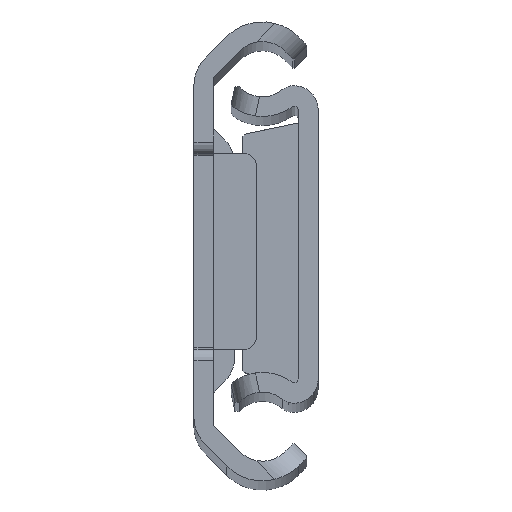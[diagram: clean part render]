
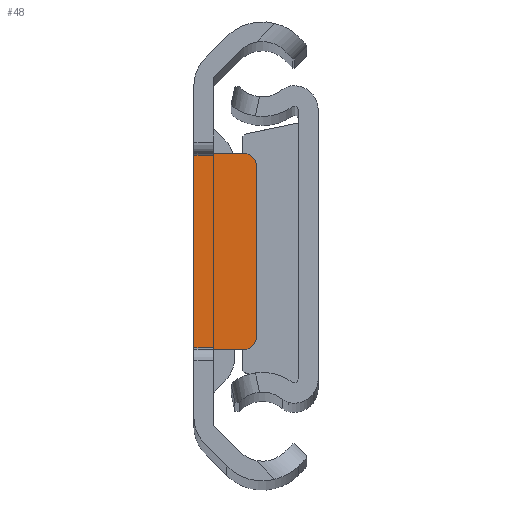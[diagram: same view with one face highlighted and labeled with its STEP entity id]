
A CAD part, top view. The second image highlights one B-rep face of the part: STEP entity #48.
In plain terms, the highlighted planar face has unit normal (0, 0, 1).
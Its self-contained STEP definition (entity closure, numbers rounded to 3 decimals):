
#48 = ADVANCED_FACE ( 'NONE', ( #1382 ), #1813, .F. ) ;
#106 = EDGE_CURVE ( 'NONE', #5364, #1150, #163, .T. ) ;
#110 = DIRECTION ( 'NONE',  ( -1., 0., 0. ) ) ;
#113 = EDGE_CURVE ( 'NONE', #4093, #1048, #4372, .T. ) ;
#149 = VERTEX_POINT ( 'NONE', #1760 ) ;
#163 = LINE ( 'NONE', #941, #3210 ) ;
#306 = CARTESIAN_POINT ( 'NONE',  ( 3.3, -7.5, -2.2 ) ) ;
#470 = CIRCLE ( 'NONE', #723, 1. ) ;
#479 = CARTESIAN_POINT ( 'NONE',  ( 0., -7.5, -2.2 ) ) ;
#501 = CARTESIAN_POINT ( 'NONE',  ( 3.3, 7.5, -2.2 ) ) ;
#569 = EDGE_LOOP ( 'NONE', ( #1097, #1881, #2419, #2513, #3196, #2075, #4115, #4475 ) ) ;
#576 = DIRECTION ( 'NONE',  ( 1., 0., 0. ) ) ;
#687 = CARTESIAN_POINT ( 'NONE',  ( 3.3, 6.5, -2.2 ) ) ;
#723 = AXIS2_PLACEMENT_3D ( 'NONE', #1599, #3582, #2839 ) ;
#747 = AXIS2_PLACEMENT_3D ( 'NONE', #4815, #1431, #2675 ) ;
#830 = CARTESIAN_POINT ( 'NONE',  ( -1.5, 7.5, -2.2 ) ) ;
#838 = CARTESIAN_POINT ( 'NONE',  ( 2.3, 6.5, -2.2 ) ) ;
#911 = VECTOR ( 'NONE', #1304, 1000. ) ;
#941 = CARTESIAN_POINT ( 'NONE',  ( 3.3, -7.5, -2.2 ) ) ;
#1048 = VERTEX_POINT ( 'NONE', #5251 ) ;
#1097 = ORIENTED_EDGE ( 'NONE', *, *, #106, .F. ) ;
#1150 = VERTEX_POINT ( 'NONE', #4973 ) ;
#1278 = LINE ( 'NONE', #5429, #911 ) ;
#1283 = VECTOR ( 'NONE', #576, 1000. ) ;
#1285 = CARTESIAN_POINT ( 'NONE',  ( -1.5, 7.5, -2.2 ) ) ;
#1304 = DIRECTION ( 'NONE',  ( 1., 0., 0. ) ) ;
#1382 = FACE_OUTER_BOUND ( 'NONE', #569, .T. ) ;
#1431 = DIRECTION ( 'NONE',  ( 0., 0., -1. ) ) ;
#1526 = VECTOR ( 'NONE', #4543, 1000. ) ;
#1577 = VERTEX_POINT ( 'NONE', #5432 ) ;
#1599 = CARTESIAN_POINT ( 'NONE',  ( 2.3, -6.5, -2.2 ) ) ;
#1622 = CARTESIAN_POINT ( 'NONE',  ( 2.3, 7.5, -2.2 ) ) ;
#1665 = DIRECTION ( 'NONE',  ( 0., 1., 0. ) ) ;
#1760 = CARTESIAN_POINT ( 'NONE',  ( 2.3, -7.5, -2.2 ) ) ;
#1813 = PLANE ( 'NONE',  #747 ) ;
#1881 = ORIENTED_EDGE ( 'NONE', *, *, #2263, .T. ) ;
#2075 = ORIENTED_EDGE ( 'NONE', *, *, #4140, .T. ) ;
#2263 = EDGE_CURVE ( 'NONE', #5364, #3712, #2553, .T. ) ;
#2388 = EDGE_CURVE ( 'NONE', #1577, #4093, #4691, .T. ) ;
#2419 = ORIENTED_EDGE ( 'NONE', *, *, #3471, .T. ) ;
#2513 = ORIENTED_EDGE ( 'NONE', *, *, #113, .F. ) ;
#2515 = DIRECTION ( 'NONE',  ( 0., 0., 1. ) ) ;
#2553 = CIRCLE ( 'NONE', #3250, 1. ) ;
#2675 = DIRECTION ( 'NONE',  ( 0., 1., 0. ) ) ;
#2839 = DIRECTION ( 'NONE',  ( 0., 1., 0. ) ) ;
#2869 = LINE ( 'NONE', #306, #1526 ) ;
#2916 = VERTEX_POINT ( 'NONE', #479 ) ;
#3196 = ORIENTED_EDGE ( 'NONE', *, *, #2388, .F. ) ;
#3210 = VECTOR ( 'NONE', #4350, 1000. ) ;
#3250 = AXIS2_PLACEMENT_3D ( 'NONE', #838, #2515, #1665 ) ;
#3471 = EDGE_CURVE ( 'NONE', #3712, #1048, #4273, .T. ) ;
#3496 = CARTESIAN_POINT ( 'NONE',  ( -1.5, 7.5, -2.2 ) ) ;
#3582 = DIRECTION ( 'NONE',  ( 0., 0., 1. ) ) ;
#3712 = VERTEX_POINT ( 'NONE', #1622 ) ;
#3890 = DIRECTION ( 'NONE',  ( 0., 1., 0. ) ) ;
#3949 = EDGE_CURVE ( 'NONE', #149, #1150, #470, .T. ) ;
#3972 = EDGE_CURVE ( 'NONE', #149, #2916, #2869, .T. ) ;
#4093 = VERTEX_POINT ( 'NONE', #830 ) ;
#4115 = ORIENTED_EDGE ( 'NONE', *, *, #3972, .F. ) ;
#4140 = EDGE_CURVE ( 'NONE', #1577, #2916, #1278, .T. ) ;
#4273 = LINE ( 'NONE', #501, #5293 ) ;
#4350 = DIRECTION ( 'NONE',  ( 0., -1., 0. ) ) ;
#4372 = LINE ( 'NONE', #3496, #1283 ) ;
#4475 = ORIENTED_EDGE ( 'NONE', *, *, #3949, .T. ) ;
#4543 = DIRECTION ( 'NONE',  ( -1., 0., 0. ) ) ;
#4691 = LINE ( 'NONE', #1285, #4854 ) ;
#4815 = CARTESIAN_POINT ( 'NONE',  ( -1.5, 7.5, -2.2 ) ) ;
#4854 = VECTOR ( 'NONE', #3890, 1000. ) ;
#4973 = CARTESIAN_POINT ( 'NONE',  ( 3.3, -6.5, -2.2 ) ) ;
#5251 = CARTESIAN_POINT ( 'NONE',  ( 0., 7.5, -2.2 ) ) ;
#5293 = VECTOR ( 'NONE', #110, 1000. ) ;
#5364 = VERTEX_POINT ( 'NONE', #687 ) ;
#5429 = CARTESIAN_POINT ( 'NONE',  ( -1.5, -7.5, -2.2 ) ) ;
#5432 = CARTESIAN_POINT ( 'NONE',  ( -1.5, -7.5, -2.2 ) ) ;
